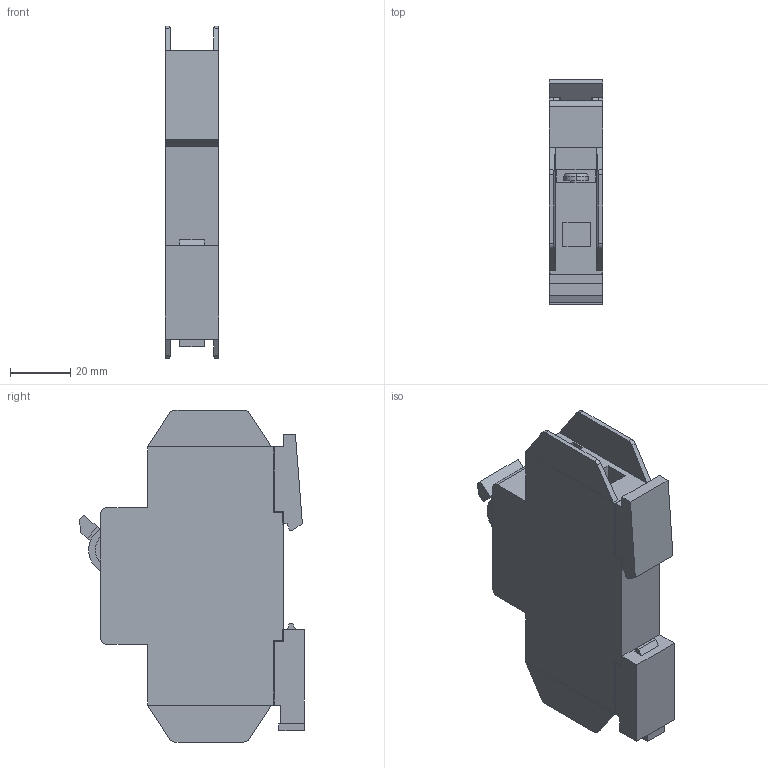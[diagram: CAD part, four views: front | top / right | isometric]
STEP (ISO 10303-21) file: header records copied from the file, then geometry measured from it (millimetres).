
FILE_DESCRIPTION (( 'STEP AP214' ), '1' );
FILE_NAME ('ALTECH L Series (1 Pole).STEP', '2010-03-24T10:19:45', ( 'Ayaz' ), ( '' ), 'SwSTEP 2.0', 'SolidWorks 2009', '' );
FILE_SCHEMA (( 'AUTOMOTIVE_DESIGN' ));
Length unit declared in the file: millimetre
Products named in the file (2): ALTEC 489_Printed + Clamp; ALTECH L Series (1 Pole)
Assembly tree (1 placements, depth 2):
  ALTECH L Series (1 Pole)
    ALTEC 489_Printed + Clamp
Bounding box: 17.8 x 74.54 x 110 mm (x, y, z)
Volume: 87156.2 mm3; surface area: 23713.9 mm2
Topology: 4 solids, 4 shells, 385 faces, 1065 edges, 698 vertices
Faces by surface type: plane 271, bspline 65, cylinder 45, torus 4
Entity records: 19156 total; most frequent: CARTESIAN_POINT 6651, ORIENTED_EDGE 2130, DIRECTION 1681, EDGE_CURVE 1065, VECTOR 821, LINE 821, VERTEX_POINT 698, AXIS2_PLACEMENT_3D 430
